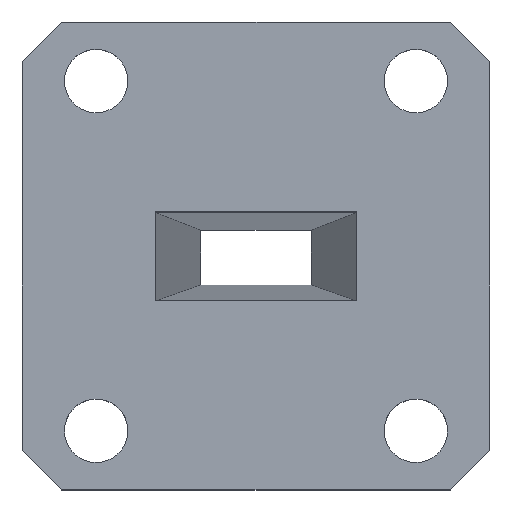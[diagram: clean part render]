
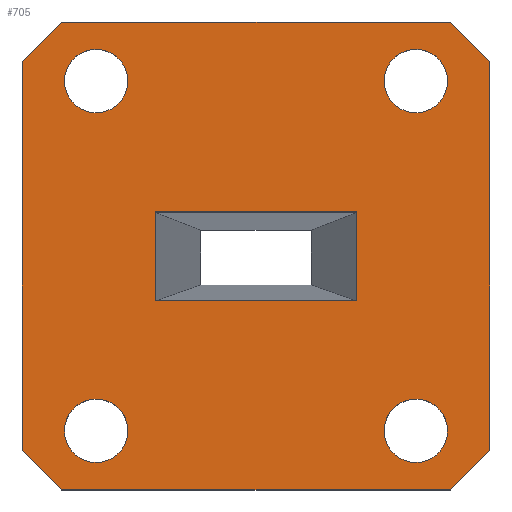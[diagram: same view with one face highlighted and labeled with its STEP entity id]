
A CAD part, top view. The second image highlights one B-rep face of the part: STEP entity #705.
In plain terms, the highlighted planar face has unit normal (0, 0, 1).
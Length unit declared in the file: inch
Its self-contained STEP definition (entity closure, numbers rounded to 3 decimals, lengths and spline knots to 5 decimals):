
#7 = FACE_BOUND ( 'NONE', #616, .T. ) ;
#12 = VECTOR ( 'NONE', #1347, 39.37008 ) ;
#15 = CARTESIAN_POINT ( 'NONE',  ( -0.255, 0.1125, 0. ) ) ;
#30 = FACE_BOUND ( 'NONE', #1416, .T. ) ;
#41 = VERTEX_POINT ( 'NONE', #1088 ) ;
#49 = VERTEX_POINT ( 'NONE', #687 ) ;
#56 = CARTESIAN_POINT ( 'NONE',  ( 0.59252, 0.49252, 0. ) ) ;
#75 = CARTESIAN_POINT ( 'NONE',  ( 0.255, 0.1125, 0. ) ) ;
#77 = ORIENTED_EDGE ( 'NONE', *, *, #624, .F. ) ;
#78 = LINE ( 'NONE', #599, #1484 ) ;
#80 = EDGE_CURVE ( 'NONE', #1202, #1298, #706, .T. ) ;
#88 = VERTEX_POINT ( 'NONE', #323 ) ;
#97 = LINE ( 'NONE', #1115, #12 ) ;
#103 = VECTOR ( 'NONE', #793, 39.37008 ) ;
#107 = LINE ( 'NONE', #602, #227 ) ;
#140 = EDGE_LOOP ( 'NONE', ( #882 ) ) ;
#141 = VECTOR ( 'NONE', #799, 39.37008 ) ;
#142 = CARTESIAN_POINT ( 'NONE',  ( 0., 0., 0. ) ) ;
#165 = VERTEX_POINT ( 'NONE', #1634 ) ;
#181 = ORIENTED_EDGE ( 'NONE', *, *, #1527, .T. ) ;
#203 = VERTEX_POINT ( 'NONE', #863 ) ;
#224 = VERTEX_POINT ( 'NONE', #246 ) ;
#227 = VECTOR ( 'NONE', #1393, 39.37008 ) ;
#246 = CARTESIAN_POINT ( 'NONE',  ( -0.255, -0.1125, 0. ) ) ;
#270 = EDGE_LOOP ( 'NONE', ( #1170, #1009, #1001, #570, #181, #913, #904, #1127 ) ) ;
#279 = DIRECTION ( 'NONE',  ( 0., 0., -1. ) ) ;
#296 = LINE ( 'NONE', #938, #1536 ) ;
#319 = CARTESIAN_POINT ( 'NONE',  ( -0.59252, -0.59252, 0. ) ) ;
#323 = CARTESIAN_POINT ( 'NONE',  ( -0.255, 0.1125, 0. ) ) ;
#360 = EDGE_CURVE ( 'NONE', #921, #518, #1328, .T. ) ;
#376 = ORIENTED_EDGE ( 'NONE', *, *, #1526, .F. ) ;
#383 = VECTOR ( 'NONE', #815, 39.37008 ) ;
#388 = VECTOR ( 'NONE', #1098, 39.37008 ) ;
#402 = FACE_BOUND ( 'NONE', #1033, .T. ) ;
#411 = DIRECTION ( 'NONE',  ( -1., 0., 0. ) ) ;
#431 = EDGE_CURVE ( 'NONE', #1157, #1157, #768, .T. ) ;
#440 = CARTESIAN_POINT ( 'NONE',  ( -0.59252, -0.49252, 0. ) ) ;
#443 = DIRECTION ( 'NONE',  ( 0., -1., 0. ) ) ;
#460 = CARTESIAN_POINT ( 'NONE',  ( 0.59252, -0.59252, 0. ) ) ;
#472 = EDGE_LOOP ( 'NONE', ( #623, #376, #1608, #812 ) ) ;
#494 = CIRCLE ( 'NONE', #1184, 0.08041 ) ;
#518 = VERTEX_POINT ( 'NONE', #971 ) ;
#520 = FACE_OUTER_BOUND ( 'NONE', #270, .T. ) ;
#529 = CARTESIAN_POINT ( 'NONE',  ( -0.32451, -0.44291, 0. ) ) ;
#535 = VERTEX_POINT ( 'NONE', #1501 ) ;
#566 = VERTEX_POINT ( 'NONE', #1201 ) ;
#570 = ORIENTED_EDGE ( 'NONE', *, *, #80, .T. ) ;
#599 = CARTESIAN_POINT ( 'NONE',  ( -0.49252, 0.59252, 0. ) ) ;
#602 = CARTESIAN_POINT ( 'NONE',  ( -0.255, -0.1125, 0. ) ) ;
#616 = EDGE_LOOP ( 'NONE', ( #1043 ) ) ;
#623 = ORIENTED_EDGE ( 'NONE', *, *, #800, .F. ) ;
#624 = EDGE_CURVE ( 'NONE', #926, #926, #860, .T. ) ;
#629 = CARTESIAN_POINT ( 'NONE',  ( 0.48533, -0.44291, 0. ) ) ;
#641 = VECTOR ( 'NONE', #1550, 39.37008 ) ;
#673 = EDGE_CURVE ( 'NONE', #1149, #165, #1044, .T. ) ;
#687 = CARTESIAN_POINT ( 'NONE',  ( 0.48533, 0.44291, 0. ) ) ;
#697 = DIRECTION ( 'NONE',  ( -0.707, -0.707, 0. ) ) ;
#705 = ADVANCED_FACE ( 'NONE', ( #1188, #402, #906, #30, #7, #520 ), #1314, .F. ) ;
#706 = LINE ( 'NONE', #1466, #1061 ) ;
#711 = DIRECTION ( 'NONE',  ( 1., 0., 0. ) ) ;
#720 = DIRECTION ( 'NONE',  ( 0., 0., 1. ) ) ;
#759 = DIRECTION ( 'NONE',  ( 1., 0., 0. ) ) ;
#768 = CIRCLE ( 'NONE', #1657, 0.08041 ) ;
#793 = DIRECTION ( 'NONE',  ( -1., 0., 0. ) ) ;
#799 = DIRECTION ( 'NONE',  ( 0.707, -0.707, 0. ) ) ;
#800 = EDGE_CURVE ( 'NONE', #1163, #88, #1167, .T. ) ;
#812 = ORIENTED_EDGE ( 'NONE', *, *, #1323, .F. ) ;
#815 = DIRECTION ( 'NONE',  ( 1., 0., 0. ) ) ;
#834 = DIRECTION ( 'NONE',  ( 0., 0., 1. ) ) ;
#852 = CARTESIAN_POINT ( 'NONE',  ( 0.40492, -0.44291, 0. ) ) ;
#860 = CIRCLE ( 'NONE', #910, 0.08041 ) ;
#863 = CARTESIAN_POINT ( 'NONE',  ( 0.59252, 0.49252, 0. ) ) ;
#869 = DIRECTION ( 'NONE',  ( 0., 0., 1. ) ) ;
#882 = ORIENTED_EDGE ( 'NONE', *, *, #431, .F. ) ;
#889 = VECTOR ( 'NONE', #1607, 39.37008 ) ;
#904 = ORIENTED_EDGE ( 'NONE', *, *, #360, .T. ) ;
#906 = FACE_BOUND ( 'NONE', #140, .T. ) ;
#910 = AXIS2_PLACEMENT_3D ( 'NONE', #1388, #869, #1632 ) ;
#913 = ORIENTED_EDGE ( 'NONE', *, *, #1151, .T. ) ;
#921 = VERTEX_POINT ( 'NONE', #1470 ) ;
#926 = VERTEX_POINT ( 'NONE', #529 ) ;
#938 = CARTESIAN_POINT ( 'NONE',  ( -0.255, -0.1125, 0. ) ) ;
#947 = EDGE_CURVE ( 'NONE', #165, #1202, #1333, .T. ) ;
#953 = DIRECTION ( 'NONE',  ( 1., 0., 0. ) ) ;
#971 = CARTESIAN_POINT ( 'NONE',  ( -0.49252, 0.59252, 0. ) ) ;
#983 = LINE ( 'NONE', #460, #889 ) ;
#1001 = ORIENTED_EDGE ( 'NONE', *, *, #947, .T. ) ;
#1003 = EDGE_CURVE ( 'NONE', #566, #566, #494, .T. ) ;
#1009 = ORIENTED_EDGE ( 'NONE', *, *, #673, .T. ) ;
#1011 = DIRECTION ( 'NONE',  ( 0., 0., 1. ) ) ;
#1033 = EDGE_LOOP ( 'NONE', ( #77 ) ) ;
#1043 = ORIENTED_EDGE ( 'NONE', *, *, #1003, .F. ) ;
#1044 = LINE ( 'NONE', #1566, #141 ) ;
#1051 = EDGE_CURVE ( 'NONE', #224, #535, #107, .T. ) ;
#1056 = CARTESIAN_POINT ( 'NONE',  ( -0.59252, 0.59252, 0. ) ) ;
#1061 = VECTOR ( 'NONE', #1606, 39.37008 ) ;
#1088 = CARTESIAN_POINT ( 'NONE',  ( -0.59252, 0.49252, 0. ) ) ;
#1098 = DIRECTION ( 'NONE',  ( 0., 1., 0. ) ) ;
#1115 = CARTESIAN_POINT ( 'NONE',  ( -0.59252, -0.59252, 0. ) ) ;
#1127 = ORIENTED_EDGE ( 'NONE', *, *, #1441, .T. ) ;
#1132 = EDGE_CURVE ( 'NONE', #49, #49, #1424, .T. ) ;
#1149 = VERTEX_POINT ( 'NONE', #440 ) ;
#1151 = EDGE_CURVE ( 'NONE', #203, #921, #1206, .T. ) ;
#1157 = VERTEX_POINT ( 'NONE', #629 ) ;
#1160 = AXIS2_PLACEMENT_3D ( 'NONE', #142, #279, #411 ) ;
#1163 = VERTEX_POINT ( 'NONE', #75 ) ;
#1167 = LINE ( 'NONE', #15, #641 ) ;
#1170 = ORIENTED_EDGE ( 'NONE', *, *, #1496, .T. ) ;
#1184 = AXIS2_PLACEMENT_3D ( 'NONE', #1630, #1011, #759 ) ;
#1188 = FACE_BOUND ( 'NONE', #472, .T. ) ;
#1199 = DIRECTION ( 'NONE',  ( -0.707, 0.707, 0. ) ) ;
#1201 = CARTESIAN_POINT ( 'NONE',  ( -0.32451, 0.44291, 0. ) ) ;
#1202 = VERTEX_POINT ( 'NONE', #1481 ) ;
#1206 = LINE ( 'NONE', #56, #1583 ) ;
#1295 = ORIENTED_EDGE ( 'NONE', *, *, #1132, .F. ) ;
#1296 = CARTESIAN_POINT ( 'NONE',  ( 0.59252, -0.49252, 0. ) ) ;
#1298 = VERTEX_POINT ( 'NONE', #1296 ) ;
#1314 = PLANE ( 'NONE',  #1160 ) ;
#1323 = EDGE_CURVE ( 'NONE', #88, #224, #296, .T. ) ;
#1328 = LINE ( 'NONE', #1056, #103 ) ;
#1333 = LINE ( 'NONE', #319, #383 ) ;
#1347 = DIRECTION ( 'NONE',  ( 0., -1., 0. ) ) ;
#1388 = CARTESIAN_POINT ( 'NONE',  ( -0.40492, -0.44291, 0. ) ) ;
#1393 = DIRECTION ( 'NONE',  ( 1., 0., 0. ) ) ;
#1416 = EDGE_LOOP ( 'NONE', ( #1295 ) ) ;
#1424 = CIRCLE ( 'NONE', #1451, 0.08041 ) ;
#1441 = EDGE_CURVE ( 'NONE', #518, #41, #78, .T. ) ;
#1451 = AXIS2_PLACEMENT_3D ( 'NONE', #1584, #720, #711 ) ;
#1466 = CARTESIAN_POINT ( 'NONE',  ( 0.49252, -0.59252, 0. ) ) ;
#1470 = CARTESIAN_POINT ( 'NONE',  ( 0.49252, 0.59252, 0. ) ) ;
#1481 = CARTESIAN_POINT ( 'NONE',  ( 0.49252, -0.59252, 0. ) ) ;
#1484 = VECTOR ( 'NONE', #697, 39.37008 ) ;
#1495 = LINE ( 'NONE', #1628, #388 ) ;
#1496 = EDGE_CURVE ( 'NONE', #41, #1149, #97, .T. ) ;
#1501 = CARTESIAN_POINT ( 'NONE',  ( 0.255, -0.1125, 0. ) ) ;
#1526 = EDGE_CURVE ( 'NONE', #535, #1163, #1495, .T. ) ;
#1527 = EDGE_CURVE ( 'NONE', #1298, #203, #983, .T. ) ;
#1536 = VECTOR ( 'NONE', #443, 39.37008 ) ;
#1550 = DIRECTION ( 'NONE',  ( -1., 0., 0. ) ) ;
#1566 = CARTESIAN_POINT ( 'NONE',  ( -0.59252, -0.49252, 0. ) ) ;
#1583 = VECTOR ( 'NONE', #1199, 39.37008 ) ;
#1584 = CARTESIAN_POINT ( 'NONE',  ( 0.40492, 0.44291, 0. ) ) ;
#1606 = DIRECTION ( 'NONE',  ( 0.707, 0.707, 0. ) ) ;
#1607 = DIRECTION ( 'NONE',  ( 0., 1., 0. ) ) ;
#1608 = ORIENTED_EDGE ( 'NONE', *, *, #1051, .F. ) ;
#1628 = CARTESIAN_POINT ( 'NONE',  ( 0.255, -0.1125, 0. ) ) ;
#1630 = CARTESIAN_POINT ( 'NONE',  ( -0.40492, 0.44291, 0. ) ) ;
#1632 = DIRECTION ( 'NONE',  ( 1., 0., 0. ) ) ;
#1634 = CARTESIAN_POINT ( 'NONE',  ( -0.49252, -0.59252, 0. ) ) ;
#1657 = AXIS2_PLACEMENT_3D ( 'NONE', #852, #834, #953 ) ;
